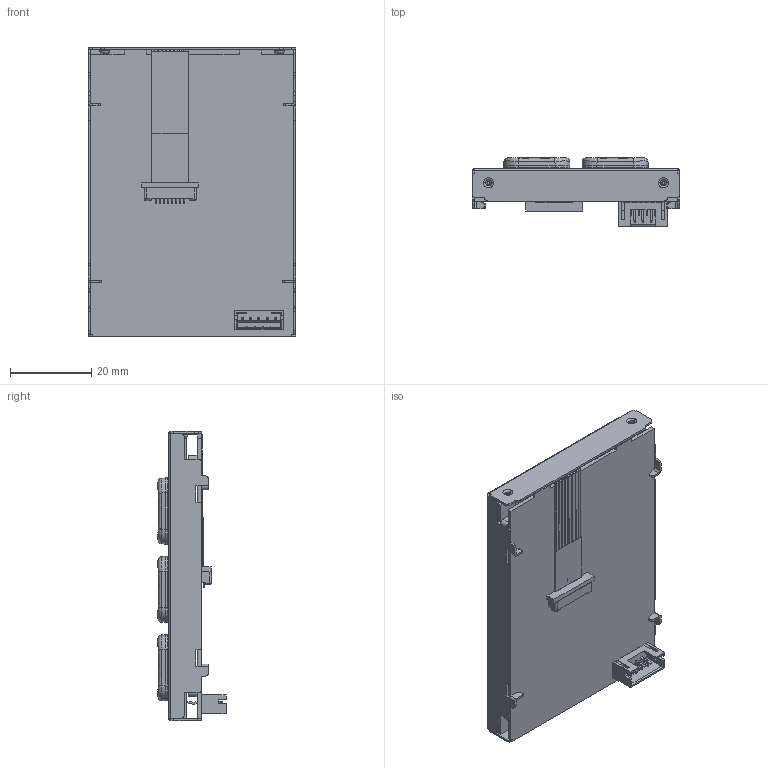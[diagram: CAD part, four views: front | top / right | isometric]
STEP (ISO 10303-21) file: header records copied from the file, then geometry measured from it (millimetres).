
FILE_DESCRIPTION((''),'2;1');
FILE_NAME('ELGATO_STREAM_DECK_MODULE-6_ASM','2025-02-04T11:01:53',('Ricky'),(''),'CREO PARAMETRIC BY PTC INC, 2019224','CREO PARAMETRIC BY PTC INC, 2019224','');
FILE_SCHEMA(('AUTOMOTIVE_DESIGN { 1 0 10303 214 1 1 1 1 }'));
Products named in the file (3): 06-LAYER_MODULE; 06-LAYER_KEYCAP; ELGATO_STREAM_DECK_MODULE-6_ASM
Assembly tree (2 placements, depth 2):
  ELGATO_STREAM_DECK_MODULE-6_ASM
    06-LAYER_MODULE
    06-LAYER_KEYCAP
Bounding box: 51.1 x 16.82 x 71.4 mm (x, y, z)
Volume: 19789.7 mm3; surface area: 36895.9 mm2
Topology: 2 solids, 10 shells, 1656 faces, 4494 edges, 2869 vertices
Faces by surface type: plane 1147, cylinder 355, cone 56, torus 56, bspline 38, sphere 4
Entity records: 64341 total; most frequent: CARTESIAN_POINT 11849, ORIENTED_EDGE 8966, DIRECTION 8388, EDGE_CURVE 4483, VECTOR 3506, LINE 3506, VERTEX_POINT 2869, AXIS2_PLACEMENT_3D 2441
